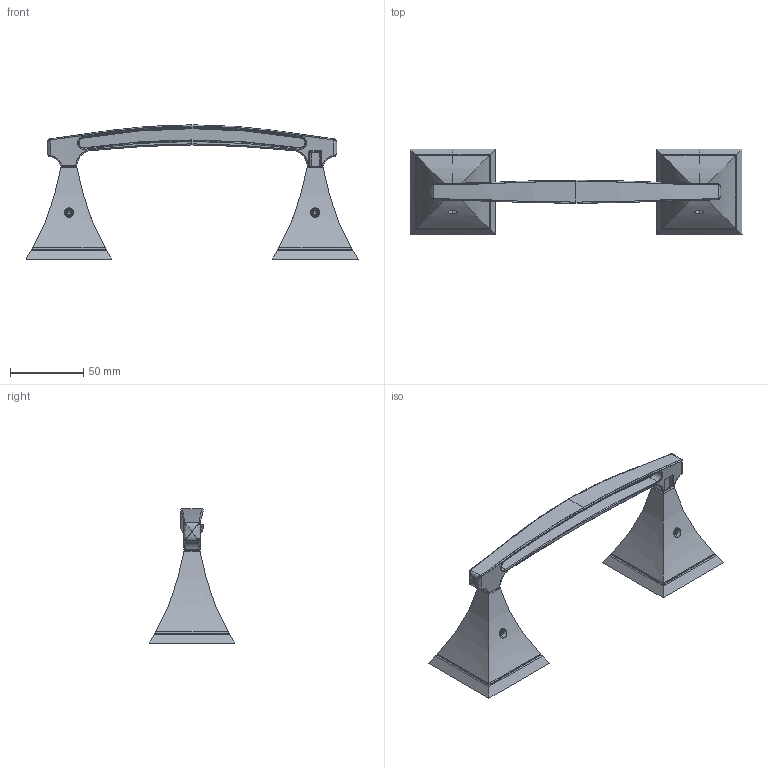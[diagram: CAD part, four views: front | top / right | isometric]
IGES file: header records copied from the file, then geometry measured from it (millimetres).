
Start section:  PTC IGES file: 41-28.igs
Global section: file name: 41-28.igs; native system: Creo Parametric by Parametric Technology Corporation; preprocessor: 2013150; author: rsmith; organization: Unknown; date: 20160720.092727; units: inch
Bounding box: 226.06 x 58.42 x 91.44 mm (x, y, z)
Surface area: 49139.2 mm2 (no closed solid volume)
Topology: 0 solids, 0 shells, 370 faces, 2211 edges, 2189 vertices
Faces by surface type: revolution 219, bspline 131, extrusion 20
